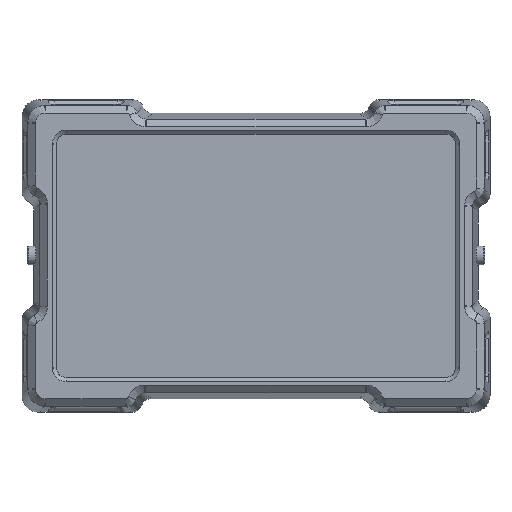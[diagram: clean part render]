
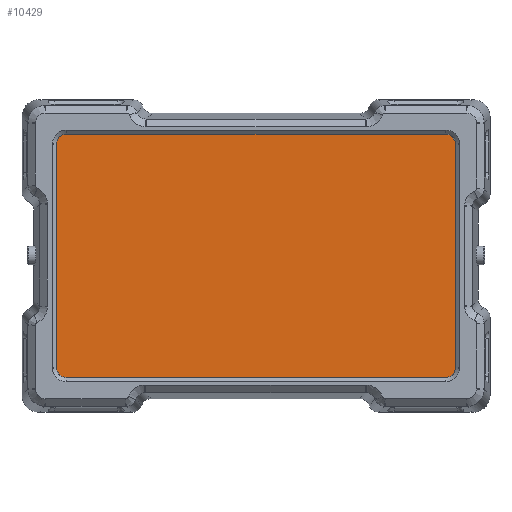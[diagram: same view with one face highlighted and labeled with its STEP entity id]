
A CAD part, top view. The second image highlights one B-rep face of the part: STEP entity #10429.
In plain terms, the highlighted planar face has unit normal (0, 0, 1).
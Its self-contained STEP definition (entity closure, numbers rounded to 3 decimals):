
#889=PLANE('',#11209);
#1355=FACE_OUTER_BOUND('',#2016,.T.);
#2016=EDGE_LOOP('',(#7403,#7404,#7405,#7406));
#2712=LINE('',#14745,#3528);
#2715=LINE('',#14751,#3531);
#2718=LINE('',#14757,#3534);
#2721=LINE('',#14761,#3537);
#3528=VECTOR('',#12281,10.);
#3531=VECTOR('',#12286,10.);
#3534=VECTOR('',#12291,10.);
#3537=VECTOR('',#12296,10.);
#4585=VERTEX_POINT('',#14742);
#4586=VERTEX_POINT('',#14744);
#4588=VERTEX_POINT('',#14750);
#4590=VERTEX_POINT('',#14756);
#5651=EDGE_CURVE('',#4586,#4585,#2712,.T.);
#5654=EDGE_CURVE('',#4588,#4586,#2715,.T.);
#5657=EDGE_CURVE('',#4590,#4588,#2718,.T.);
#5660=EDGE_CURVE('',#4585,#4590,#2721,.T.);
#7403=ORIENTED_EDGE('',*,*,#5660,.T.);
#7404=ORIENTED_EDGE('',*,*,#5657,.T.);
#7405=ORIENTED_EDGE('',*,*,#5654,.T.);
#7406=ORIENTED_EDGE('',*,*,#5651,.T.);
#10429=ADVANCED_FACE('',(#1355),#889,.T.);
#11209=AXIS2_PLACEMENT_3D('',#14762,#12297,#12298);
#12281=DIRECTION('',(-1.,0.,0.));
#12286=DIRECTION('',(0.,1.,0.));
#12291=DIRECTION('',(1.,0.,0.));
#12296=DIRECTION('',(0.,-1.,0.));
#12297=DIRECTION('center_axis',(0.,0.,1.));
#12298=DIRECTION('ref_axis',(1.,0.,0.));
#14742=CARTESIAN_POINT('',(0.,76.,0.2));
#14744=CARTESIAN_POINT('',(121.5,76.,0.2));
#14745=CARTESIAN_POINT('',(121.5,76.,0.2));
#14750=CARTESIAN_POINT('',(121.5,0.,0.2));
#14751=CARTESIAN_POINT('',(121.5,0.,0.2));
#14756=CARTESIAN_POINT('',(0.,0.,0.2));
#14757=CARTESIAN_POINT('',(0.,0.,0.2));
#14761=CARTESIAN_POINT('',(0.,76.,0.2));
#14762=CARTESIAN_POINT('Origin',(60.75,38.,0.2));
